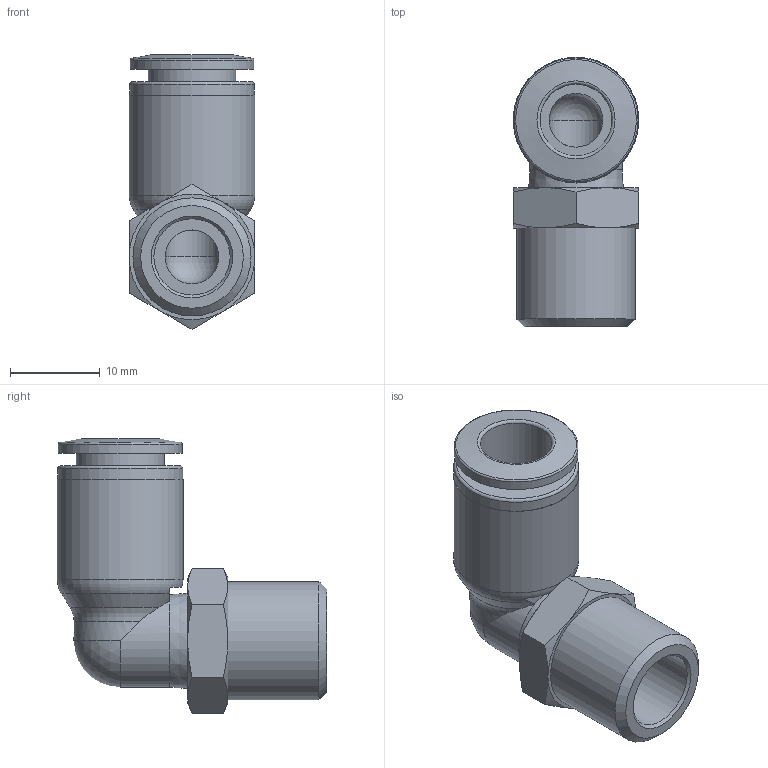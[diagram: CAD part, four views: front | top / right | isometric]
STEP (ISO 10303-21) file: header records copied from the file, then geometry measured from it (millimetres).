
FILE_DESCRIPTION(/* description */ ('STEP AP214'),/* implementation_level */ '2;1');
FILE_NAME(/* name */ '8158784_NPQE-L-R14-Q8-F1A-P10',/* time_stamp */ '2024-09-10T06:33:30+02:00',/* author */ ('License CC BY-ND 4.0'),/* organization */ ('CADENAS'),/* preprocessor_version */ 'ST-DEVELOPER v19.3',/* originating_system */ 'PARTsolutions',/* authorisation */ ' ');
FILE_SCHEMA (('AUTOMOTIVE_DESIGN {1 0 10303 214 3 1 1}'));
Length unit declared in the file: millimetre
Products named in the file (1): 8158784 NPQE-L-R14-Q8-F1A-P10---(high)
Bounding box: 14 x 30 x 30.63 mm (x, y, z)
Volume: 3890.5 mm3; surface area: 3289.1 mm2
Topology: 1 solids, 1 shells, 53 faces, 115 edges, 68 vertices
Faces by surface type: plane 18, cone 17, cylinder 11, torus 5, sphere 2
Full cylindrical faces by diameter (mm): 6 x2, 8 x1, 8.5 x1, 9.8 x1, 13.157 x1, 13.8 x1, 13.9 x1, 14 x1
Entity records: 1733 total; most frequent: CARTESIAN_POINT 314, DIRECTION 213, ORIENTED_EDGE 184, AXIS2_PLACEMENT_3D 101, EDGE_CURVE 92, EDGE_LOOP 78, FACE_BOUND 78, VERTEX_POINT 64
